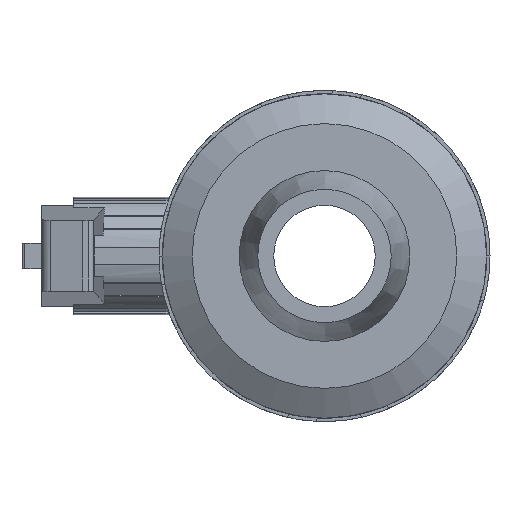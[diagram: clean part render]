
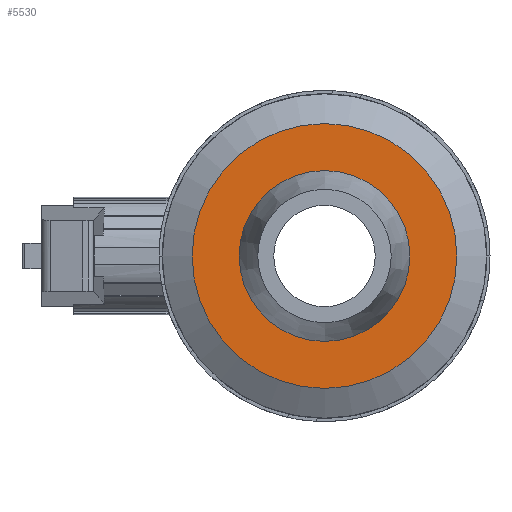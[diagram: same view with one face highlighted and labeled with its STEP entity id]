
A CAD part, left-side view. The second image highlights one B-rep face of the part: STEP entity #5530.
In plain terms, the highlighted planar face has unit normal (-1, 0, 0).
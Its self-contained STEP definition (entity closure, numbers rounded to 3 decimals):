
#54=FACE_BOUND('',#795,.T.);
#236=PLANE('',#5973);
#494=FACE_OUTER_BOUND('',#794,.T.);
#794=EDGE_LOOP('',(#4497));
#795=EDGE_LOOP('',(#4498));
#912=CIRCLE('',#5678,16.);
#1050=CIRCLE('',#5970,24.8);
#2240=VERTEX_POINT('',#8509);
#2515=VERTEX_POINT('',#9385);
#2787=EDGE_CURVE('',#2240,#2240,#912,.T.);
#3204=EDGE_CURVE('',#2515,#2515,#1050,.T.);
#4497=ORIENTED_EDGE('',*,*,#3204,.T.);
#4498=ORIENTED_EDGE('',*,*,#2787,.T.);
#5530=ADVANCED_FACE('',(#494,#54),#236,.T.);
#5678=AXIS2_PLACEMENT_3D('',#8510,#6236,#6237);
#5970=AXIS2_PLACEMENT_3D('',#9387,#7092,#7093);
#5973=AXIS2_PLACEMENT_3D('',#9391,#7098,#7099);
#6236=DIRECTION('center_axis',(1.,0.,0.));
#6237=DIRECTION('ref_axis',(0.,1.,0.));
#7092=DIRECTION('center_axis',(-1.,0.,0.));
#7093=DIRECTION('ref_axis',(0.,1.,0.));
#7098=DIRECTION('center_axis',(-1.,0.,0.));
#7099=DIRECTION('ref_axis',(0.,1.,0.));
#8509=CARTESIAN_POINT('',(-33.761,0.,16.));
#8510=CARTESIAN_POINT('Origin',(-33.761,0.,0.));
#9385=CARTESIAN_POINT('',(-33.761,-24.8,0.));
#9387=CARTESIAN_POINT('Origin',(-33.761,0.,0.));
#9391=CARTESIAN_POINT('Origin',(-33.761,20.213,0.));
